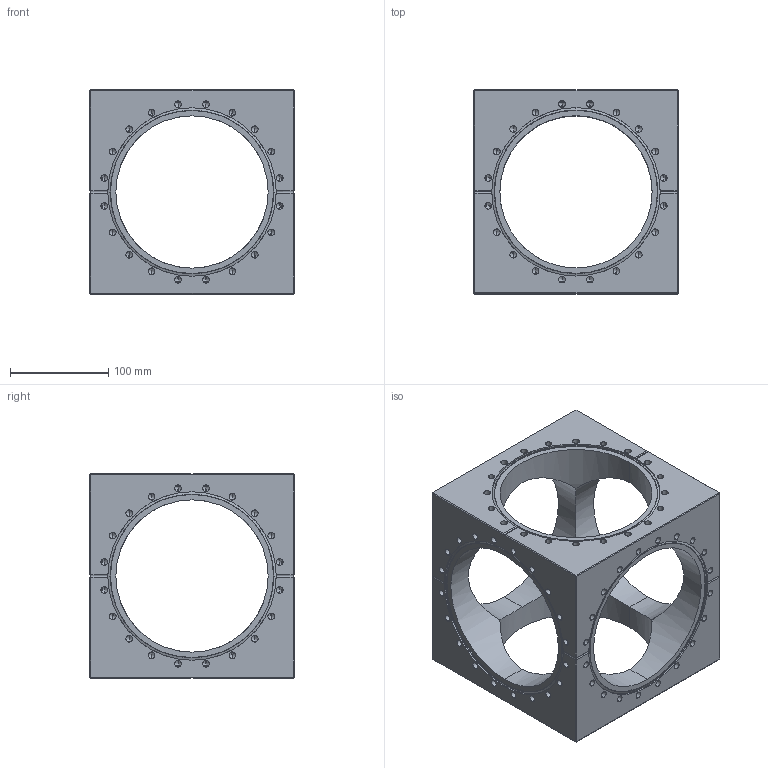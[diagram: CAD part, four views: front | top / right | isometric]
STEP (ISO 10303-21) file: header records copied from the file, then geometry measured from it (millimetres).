
FILE_DESCRIPTION (( 'STEP AP214' ), '1' );
FILE_NAME ('470RKK160.A.stp', '2024-07-04T05:09:04', ( '' ), ( '' ), 'SwSTEP 2.0', 'SolidWorks 2023', '' );
FILE_SCHEMA (( 'AUTOMOTIVE_DESIGN' ));
Length unit declared in the file: millimetre
Products named in the file (1): 470RKK160.A
Bounding box: 208 x 208 x 208 mm (x, y, z)
Volume: 2404868.2 mm3; surface area: 279638.1 mm2
Topology: 1 solids, 1 shells, 590 faces, 1614 edges, 854 vertices
Faces by surface type: cylinder 278, cone 264, plane 36, bspline 12
Entity records: 17567 total; most frequent: CARTESIAN_POINT 3863, DIRECTION 3004, ORIENTED_EDGE 2748, EDGE_CURVE 1374, AXIS2_PLACEMENT_3D 1195, VERTEX_POINT 854, EDGE_LOOP 716, CIRCLE 616
